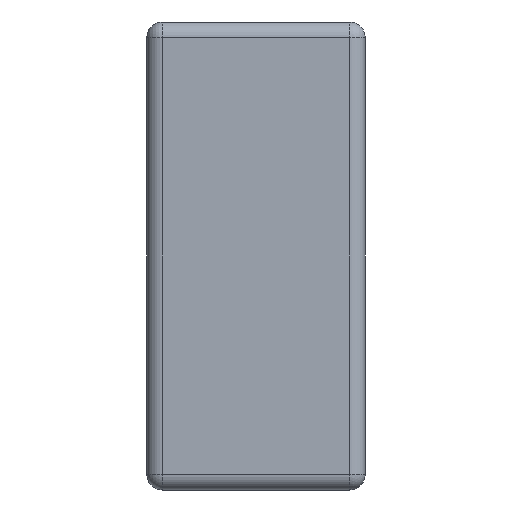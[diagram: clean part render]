
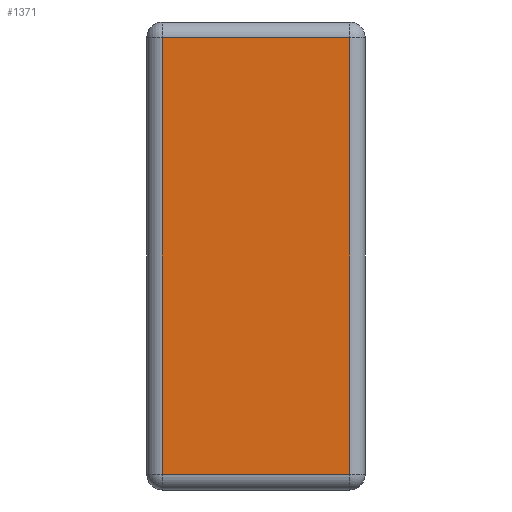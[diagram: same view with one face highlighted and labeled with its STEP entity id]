
A CAD part, left-side view. The second image highlights one B-rep face of the part: STEP entity #1371.
In plain terms, the highlighted planar face has unit normal (-1, 0, 0).
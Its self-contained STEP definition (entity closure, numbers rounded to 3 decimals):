
#698 = DIRECTION ( 'NONE',  ( 0., 0., 1. ) ) ;
#699 = VECTOR ( 'NONE', #698, 1000. ) ;
#700 = CARTESIAN_POINT ( 'NONE',  ( -1.55, 0.05, 0.75 ) ) ;
#701 = LINE ( 'NONE', #700, #699 ) ;
#763 = FACE_OUTER_BOUND ( 'NONE', #1372, .T. ) ;
#780 = CARTESIAN_POINT ( 'NONE',  ( -1.55, 0.05, -0.7 ) ) ;
#781 = DIRECTION ( 'NONE',  ( 0., -1., 0. ) ) ;
#782 = VECTOR ( 'NONE', #781, 1000. ) ;
#783 = CARTESIAN_POINT ( 'NONE',  ( -1.55, 0.7, -0.7 ) ) ;
#784 = LINE ( 'NONE', #783, #782 ) ;
#785 = CARTESIAN_POINT ( 'NONE',  ( -1.55, 0.65, -0.7 ) ) ;
#786 = DIRECTION ( 'NONE',  ( 0., 0., -1. ) ) ;
#787 = VECTOR ( 'NONE', #786, 1000. ) ;
#788 = CARTESIAN_POINT ( 'NONE',  ( -1.55, 0.65, 0.75 ) ) ;
#789 = LINE ( 'NONE', #788, #787 ) ;
#790 = CARTESIAN_POINT ( 'NONE',  ( -1.55, 0.65, 0.7 ) ) ;
#791 = CARTESIAN_POINT ( 'NONE',  ( -1.55, 0.05, 0.7 ) ) ;
#792 = DIRECTION ( 'NONE',  ( 0., 1., 0. ) ) ;
#793 = VECTOR ( 'NONE', #792, 1000. ) ;
#794 = CARTESIAN_POINT ( 'NONE',  ( -1.55, 0.7, 0.7 ) ) ;
#795 = LINE ( 'NONE', #794, #793 ) ;
#796 = DIRECTION ( 'NONE',  ( 0., 0., -1. ) ) ;
#797 = DIRECTION ( 'NONE',  ( 1., 0., 0. ) ) ;
#798 = CARTESIAN_POINT ( 'NONE',  ( -1.55, 0.7, 0.75 ) ) ;
#799 = AXIS2_PLACEMENT_3D ( 'NONE', #798, #797, #796 ) ;
#800 = PLANE ( 'NONE',  #799 ) ;
#1356 = ORIENTED_EDGE ( 'NONE', *, *, #1357, .T. ) ;
#1357 = EDGE_CURVE ( 'NONE', #1382, #1375, #701, .T. ) ;
#1371 = ADVANCED_FACE ( 'NONE', ( #763 ), #800, .F. ) ;
#1372 = EDGE_LOOP ( 'NONE', ( #1373, #1377, #1380, #1356 ) ) ;
#1373 = ORIENTED_EDGE ( 'NONE', *, *, #1374, .T. ) ;
#1374 = EDGE_CURVE ( 'NONE', #1375, #1376, #795, .T. ) ;
#1375 = VERTEX_POINT ( 'NONE', #791 ) ;
#1376 = VERTEX_POINT ( 'NONE', #790 ) ;
#1377 = ORIENTED_EDGE ( 'NONE', *, *, #1378, .T. ) ;
#1378 = EDGE_CURVE ( 'NONE', #1376, #1379, #789, .T. ) ;
#1379 = VERTEX_POINT ( 'NONE', #785 ) ;
#1380 = ORIENTED_EDGE ( 'NONE', *, *, #1381, .T. ) ;
#1381 = EDGE_CURVE ( 'NONE', #1379, #1382, #784, .T. ) ;
#1382 = VERTEX_POINT ( 'NONE', #780 ) ;
